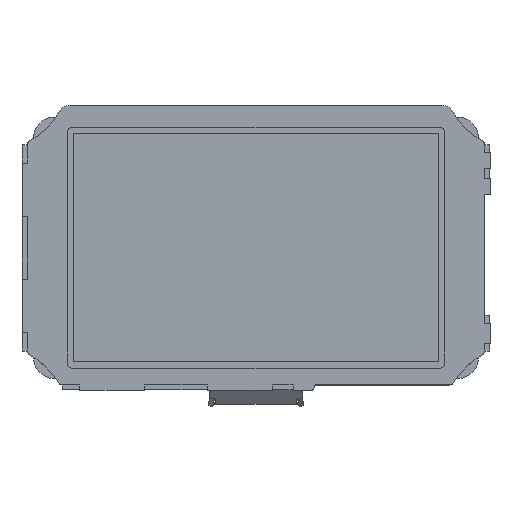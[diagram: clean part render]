
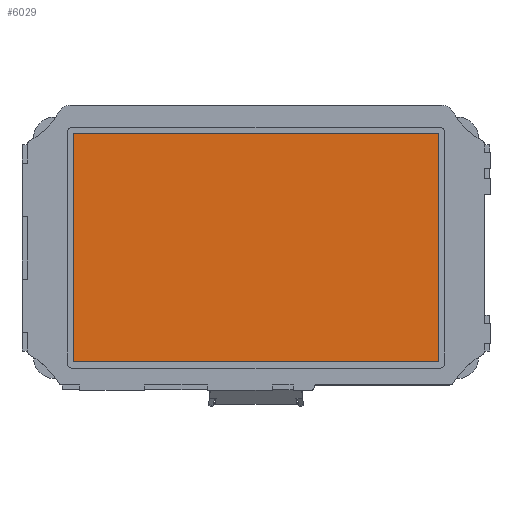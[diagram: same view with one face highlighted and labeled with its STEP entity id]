
A CAD part, top view. The second image highlights one B-rep face of the part: STEP entity #6029.
In plain terms, the highlighted planar face has unit normal (0, 0, 1).
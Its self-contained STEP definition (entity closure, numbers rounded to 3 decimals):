
#177=FACE_OUTER_BOUND('',#496,.T.);
#496=EDGE_LOOP('',(#4098,#4099,#4100,#4101));
#844=LINE('',#8710,#1632);
#848=LINE('',#8717,#1636);
#850=LINE('',#8722,#1638);
#853=LINE('',#8726,#1641);
#1632=VECTOR('',#7040,10.);
#1636=VECTOR('',#7046,10.);
#1638=VECTOR('',#7050,10.);
#1641=VECTOR('',#7055,10.);
#2523=VERTEX_POINT('',#8707);
#2524=VERTEX_POINT('',#8709);
#2526=VERTEX_POINT('',#8715);
#2528=VERTEX_POINT('',#8721);
#3135=EDGE_CURVE('',#2524,#2523,#844,.T.);
#3139=EDGE_CURVE('',#2523,#2526,#848,.T.);
#3141=EDGE_CURVE('',#2528,#2524,#850,.T.);
#3144=EDGE_CURVE('',#2526,#2528,#853,.T.);
#4098=ORIENTED_EDGE('',*,*,#3139,.T.);
#4099=ORIENTED_EDGE('',*,*,#3144,.T.);
#4100=ORIENTED_EDGE('',*,*,#3141,.T.);
#4101=ORIENTED_EDGE('',*,*,#3135,.T.);
#5749=PLANE('',#6509);
#6029=ADVANCED_FACE('',(#177),#5749,.T.);
#6509=AXIS2_PLACEMENT_3D('',#8727,#7056,#7057);
#7040=DIRECTION('',(0.,1.,0.));
#7046=DIRECTION('',(-1.,0.,0.));
#7050=DIRECTION('',(1.,0.,0.));
#7055=DIRECTION('',(0.,-1.,0.));
#7056=DIRECTION('center_axis',(0.,0.,1.));
#7057=DIRECTION('ref_axis',(1.,0.,0.));
#8707=CARTESIAN_POINT('',(87.,54.5,9.26));
#8709=CARTESIAN_POINT('',(87.,-54.5,9.26));
#8710=CARTESIAN_POINT('',(87.,-54.5,9.26));
#8715=CARTESIAN_POINT('',(-87.,54.5,9.26));
#8717=CARTESIAN_POINT('',(87.,54.5,9.26));
#8721=CARTESIAN_POINT('',(-87.,-54.5,9.26));
#8722=CARTESIAN_POINT('',(-87.,-54.5,9.26));
#8726=CARTESIAN_POINT('',(-87.,54.5,9.26));
#8727=CARTESIAN_POINT('Origin',(0.,0.,9.26));
